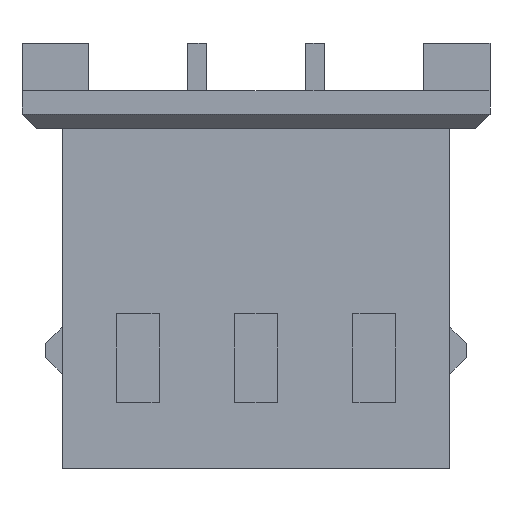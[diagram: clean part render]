
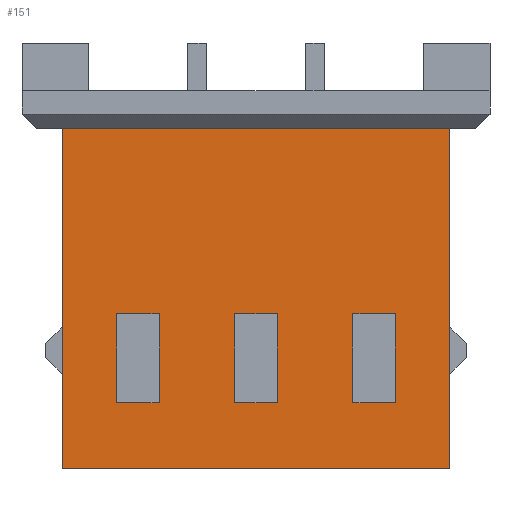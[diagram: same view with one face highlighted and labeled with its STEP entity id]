
A CAD part, front view. The second image highlights one B-rep face of the part: STEP entity #151.
In plain terms, the highlighted planar face has unit normal (0, -1, 0).
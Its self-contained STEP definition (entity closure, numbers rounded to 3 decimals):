
#151 = ADVANCED_FACE( '', ( #395, #396, #397, #398 ), #399, .T. );
#395 = FACE_BOUND( '', #743, .T. );
#396 = FACE_BOUND( '', #744, .T. );
#397 = FACE_OUTER_BOUND( '', #745, .T. );
#398 = FACE_BOUND( '', #746, .T. );
#399 = PLANE( '', #747 );
#743 = EDGE_LOOP( '', ( #1142, #1143, #1144, #1145 ) );
#744 = EDGE_LOOP( '', ( #1146, #1147, #1148, #1149 ) );
#745 = EDGE_LOOP( '', ( #1150, #1151, #1152, #1153 ) );
#746 = EDGE_LOOP( '', ( #1154, #1155, #1156, #1157 ) );
#747 = AXIS2_PLACEMENT_3D( '', #1158, #1159, #1160 );
#1142 = ORIENTED_EDGE( '', *, *, #2151, .T. );
#1143 = ORIENTED_EDGE( '', *, *, #2141, .T. );
#1144 = ORIENTED_EDGE( '', *, *, #2112, .T. );
#1145 = ORIENTED_EDGE( '', *, *, #2152, .T. );
#1146 = ORIENTED_EDGE( '', *, *, #2153, .T. );
#1147 = ORIENTED_EDGE( '', *, *, #2154, .T. );
#1148 = ORIENTED_EDGE( '', *, *, #2155, .T. );
#1149 = ORIENTED_EDGE( '', *, *, #2156, .T. );
#1150 = ORIENTED_EDGE( '', *, *, #2157, .F. );
#1151 = ORIENTED_EDGE( '', *, *, #2158, .T. );
#1152 = ORIENTED_EDGE( '', *, *, #2107, .T. );
#1153 = ORIENTED_EDGE( '', *, *, #2159, .T. );
#1154 = ORIENTED_EDGE( '', *, *, #2160, .T. );
#1155 = ORIENTED_EDGE( '', *, *, #2161, .T. );
#1156 = ORIENTED_EDGE( '', *, *, #2162, .T. );
#1157 = ORIENTED_EDGE( '', *, *, #2120, .T. );
#1158 = CARTESIAN_POINT( '', ( 9.231, -1.65, -4.5 ) );
#1159 = DIRECTION( '', ( 0., -1., 0. ) );
#1160 = DIRECTION( '', ( 0., 0., -1. ) );
#2107 = EDGE_CURVE( '', #2528, #2526, #2529, .T. );
#2112 = EDGE_CURVE( '', #2537, #2535, #2538, .T. );
#2120 = EDGE_CURVE( '', #2552, #2550, #2553, .T. );
#2141 = EDGE_CURVE( '', #2588, #2537, #2589, .T. );
#2151 = EDGE_CURVE( '', #2605, #2588, #2606, .T. );
#2152 = EDGE_CURVE( '', #2535, #2605, #2607, .T. );
#2153 = EDGE_CURVE( '', #2608, #2609, #2610, .T. );
#2154 = EDGE_CURVE( '', #2609, #2611, #2612, .T. );
#2155 = EDGE_CURVE( '', #2611, #2613, #2614, .T. );
#2156 = EDGE_CURVE( '', #2613, #2608, #2615, .T. );
#2157 = EDGE_CURVE( '', #2616, #2617, #2618, .T. );
#2158 = EDGE_CURVE( '', #2616, #2528, #2619, .T. );
#2159 = EDGE_CURVE( '', #2526, #2617, #2620, .T. );
#2160 = EDGE_CURVE( '', #2550, #2621, #2622, .T. );
#2161 = EDGE_CURVE( '', #2621, #2623, #2624, .T. );
#2162 = EDGE_CURVE( '', #2623, #2552, #2625, .T. );
#2526 = VERTEX_POINT( '', #3141 );
#2528 = VERTEX_POINT( '', #3144 );
#2529 = LINE( '', #3145, #3146 );
#2535 = VERTEX_POINT( '', #3154 );
#2537 = VERTEX_POINT( '', #3157 );
#2538 = LINE( '', #3158, #3159 );
#2550 = VERTEX_POINT( '', #3176 );
#2552 = VERTEX_POINT( '', #3179 );
#2553 = LINE( '', #3180, #3181 );
#2588 = VERTEX_POINT( '', #3232 );
#2589 = LINE( '', #3233, #3234 );
#2605 = VERTEX_POINT( '', #3257 );
#2606 = LINE( '', #3258, #3259 );
#2607 = LINE( '', #3260, #3261 );
#2608 = VERTEX_POINT( '', #3262 );
#2609 = VERTEX_POINT( '', #3263 );
#2610 = LINE( '', #3264, #3265 );
#2611 = VERTEX_POINT( '', #3266 );
#2612 = LINE( '', #3267, #3268 );
#2613 = VERTEX_POINT( '', #3269 );
#2614 = LINE( '', #3270, #3271 );
#2615 = LINE( '', #3272, #3273 );
#2616 = VERTEX_POINT( '', #3274 );
#2617 = VERTEX_POINT( '', #3275 );
#2618 = LINE( '', #3276, #3277 );
#2619 = LINE( '', #3278, #3279 );
#2620 = LINE( '', #3280, #3281 );
#2621 = VERTEX_POINT( '', #3282 );
#2622 = LINE( '', #3283, #3284 );
#2623 = VERTEX_POINT( '', #3285 );
#2624 = LINE( '', #3286, #3287 );
#2625 = LINE( '', #3288, #3289 );
#3141 = CARTESIAN_POINT( '', ( -4.1, -1.65, 2.7 ) );
#3144 = CARTESIAN_POINT( '', ( 4.1, -1.65, 2.7 ) );
#3145 = CARTESIAN_POINT( '', ( 9.231, -1.65, 2.7 ) );
#3146 = VECTOR( '', #4022, 1000. );
#3154 = CARTESIAN_POINT( '', ( 0.45, -1.65, -1.22 ) );
#3157 = CARTESIAN_POINT( '', ( -0.45, -1.65, -1.22 ) );
#3158 = CARTESIAN_POINT( '', ( -0.45, -1.65, -1.22 ) );
#3159 = VECTOR( '', #4026, 1000. );
#3176 = CARTESIAN_POINT( '', ( 2.95, -1.65, -3.1 ) );
#3179 = CARTESIAN_POINT( '', ( 2.95, -1.65, -1.22 ) );
#3180 = CARTESIAN_POINT( '', ( 2.95, -1.65, -1.22 ) );
#3181 = VECTOR( '', #4033, 1000. );
#3232 = CARTESIAN_POINT( '', ( -0.45, -1.65, -3.1 ) );
#3233 = CARTESIAN_POINT( '', ( -0.45, -1.65, -3.1 ) );
#3234 = VECTOR( '', #4050, 1000. );
#3257 = CARTESIAN_POINT( '', ( 0.45, -1.65, -3.1 ) );
#3258 = CARTESIAN_POINT( '', ( 0.45, -1.65, -3.1 ) );
#3259 = VECTOR( '', #4058, 1000. );
#3260 = CARTESIAN_POINT( '', ( 0.45, -1.65, -1.22 ) );
#3261 = VECTOR( '', #4059, 1000. );
#3262 = CARTESIAN_POINT( '', ( -2.05, -1.65, -3.1 ) );
#3263 = CARTESIAN_POINT( '', ( -2.95, -1.65, -3.1 ) );
#3264 = CARTESIAN_POINT( '', ( -2.05, -1.65, -3.1 ) );
#3265 = VECTOR( '', #4060, 1000. );
#3266 = CARTESIAN_POINT( '', ( -2.95, -1.65, -1.22 ) );
#3267 = CARTESIAN_POINT( '', ( -2.95, -1.65, -3.1 ) );
#3268 = VECTOR( '', #4061, 1000. );
#3269 = CARTESIAN_POINT( '', ( -2.05, -1.65, -1.22 ) );
#3270 = CARTESIAN_POINT( '', ( -2.95, -1.65, -1.22 ) );
#3271 = VECTOR( '', #4062, 1000. );
#3272 = CARTESIAN_POINT( '', ( -2.05, -1.65, -1.22 ) );
#3273 = VECTOR( '', #4063, 1000. );
#3274 = CARTESIAN_POINT( '', ( 4.1, -1.65, -4.5 ) );
#3275 = CARTESIAN_POINT( '', ( -4.1, -1.65, -4.5 ) );
#3276 = CARTESIAN_POINT( '', ( 9.231, -1.65, -4.5 ) );
#3277 = VECTOR( '', #4064, 1000. );
#3278 = CARTESIAN_POINT( '', ( 4.1, -1.65, -4.5 ) );
#3279 = VECTOR( '', #4065, 1000. );
#3280 = CARTESIAN_POINT( '', ( -4.1, -1.65, 2.7 ) );
#3281 = VECTOR( '', #4066, 1000. );
#3282 = CARTESIAN_POINT( '', ( 2.05, -1.65, -3.1 ) );
#3283 = CARTESIAN_POINT( '', ( 2.95, -1.65, -3.1 ) );
#3284 = VECTOR( '', #4067, 1000. );
#3285 = CARTESIAN_POINT( '', ( 2.05, -1.65, -1.22 ) );
#3286 = CARTESIAN_POINT( '', ( 2.05, -1.65, -3.1 ) );
#3287 = VECTOR( '', #4068, 1000. );
#3288 = CARTESIAN_POINT( '', ( 2.05, -1.65, -1.22 ) );
#3289 = VECTOR( '', #4069, 1000. );
#4022 = DIRECTION( '', ( -1., 0., 0. ) );
#4026 = DIRECTION( '', ( 1., 0., 0. ) );
#4033 = DIRECTION( '', ( 0., 0., -1. ) );
#4050 = DIRECTION( '', ( 0., 0., 1. ) );
#4058 = DIRECTION( '', ( -1., 0., 0. ) );
#4059 = DIRECTION( '', ( 0., 0., -1. ) );
#4060 = DIRECTION( '', ( -1., 0., 0. ) );
#4061 = DIRECTION( '', ( 0., 0., 1. ) );
#4062 = DIRECTION( '', ( 1., 0., 0. ) );
#4063 = DIRECTION( '', ( 0., 0., -1. ) );
#4064 = DIRECTION( '', ( -1., 0., 0. ) );
#4065 = DIRECTION( '', ( 0., 0., 1. ) );
#4066 = DIRECTION( '', ( 0., 0., -1. ) );
#4067 = DIRECTION( '', ( -1., 0., 0. ) );
#4068 = DIRECTION( '', ( 0., 0., 1. ) );
#4069 = DIRECTION( '', ( 1., 0., 0. ) );
